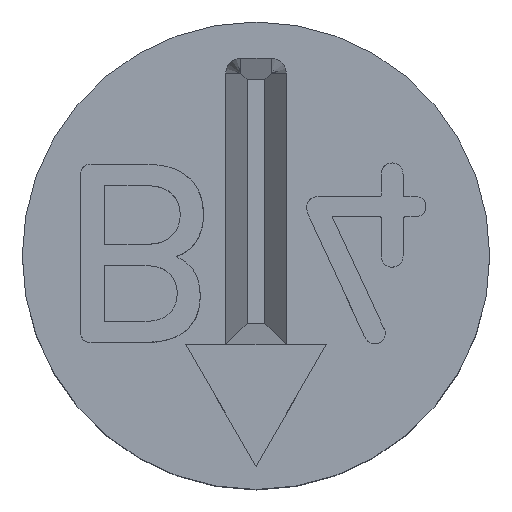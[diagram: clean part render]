
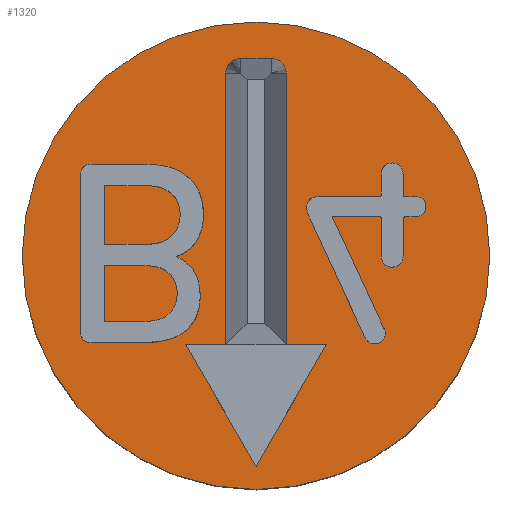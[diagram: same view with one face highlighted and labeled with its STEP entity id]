
A CAD part, top view. The second image highlights one B-rep face of the part: STEP entity #1320.
In plain terms, the highlighted planar face has unit normal (0, 0, 1).
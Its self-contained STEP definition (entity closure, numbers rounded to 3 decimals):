
#23=CIRCLE('',#1390,1.55);
#24=CIRCLE('',#1391,0.1);
#25=CIRCLE('',#1392,0.1);
#41=FACE_BOUND('',#266,.T.);
#188=FACE_OUTER_BOUND('',#265,.T.);
#265=EDGE_LOOP('',(#1160));
#266=EDGE_LOOP('',(#1161,#1162,#1163,#1164,#1165,#1166,#1167,#1168,#1169));
#374=LINE('',#2306,#496);
#376=LINE('',#2310,#498);
#380=LINE('',#2318,#502);
#383=LINE('',#2323,#505);
#385=LINE('',#2330,#507);
#386=LINE('',#2334,#508);
#387=LINE('',#2337,#509);
#496=VECTOR('',#1561,10.);
#498=VECTOR('',#1563,10.);
#502=VECTOR('',#1569,10.);
#505=VECTOR('',#1574,10.);
#507=VECTOR('',#1582,10.);
#508=VECTOR('',#1585,10.);
#509=VECTOR('',#1588,10.);
#626=VERTEX_POINT('',#2304);
#627=VERTEX_POINT('',#2305);
#628=VERTEX_POINT('',#2307);
#629=VERTEX_POINT('',#2309);
#632=VERTEX_POINT('',#2317);
#634=VERTEX_POINT('',#2327);
#635=VERTEX_POINT('',#2329);
#636=VERTEX_POINT('',#2331);
#637=VERTEX_POINT('',#2333);
#638=VERTEX_POINT('',#2335);
#802=EDGE_CURVE('',#626,#627,#374,.T.);
#804=EDGE_CURVE('',#629,#628,#376,.T.);
#808=EDGE_CURVE('',#627,#632,#380,.T.);
#811=EDGE_CURVE('',#632,#629,#383,.T.);
#813=EDGE_CURVE('',#634,#634,#23,.T.);
#814=EDGE_CURVE('',#628,#635,#385,.T.);
#815=EDGE_CURVE('',#635,#636,#24,.T.);
#816=EDGE_CURVE('',#636,#637,#386,.T.);
#817=EDGE_CURVE('',#637,#638,#25,.T.);
#818=EDGE_CURVE('',#638,#626,#387,.T.);
#1160=ORIENTED_EDGE('',*,*,#813,.F.);
#1161=ORIENTED_EDGE('',*,*,#802,.T.);
#1162=ORIENTED_EDGE('',*,*,#808,.T.);
#1163=ORIENTED_EDGE('',*,*,#811,.T.);
#1164=ORIENTED_EDGE('',*,*,#804,.T.);
#1165=ORIENTED_EDGE('',*,*,#814,.T.);
#1166=ORIENTED_EDGE('',*,*,#815,.T.);
#1167=ORIENTED_EDGE('',*,*,#816,.T.);
#1168=ORIENTED_EDGE('',*,*,#817,.T.);
#1169=ORIENTED_EDGE('',*,*,#818,.T.);
#1254=PLANE('',#1389);
#1320=ADVANCED_FACE('',(#188,#41),#1254,.F.);
#1389=AXIS2_PLACEMENT_3D('',#2326,#1578,#1579);
#1390=AXIS2_PLACEMENT_3D('',#2328,#1580,#1581);
#1391=AXIS2_PLACEMENT_3D('',#2332,#1583,#1584);
#1392=AXIS2_PLACEMENT_3D('',#2336,#1586,#1587);
#1561=DIRECTION('',(1.,0.,0.));
#1563=DIRECTION('',(1.,0.,0.));
#1569=DIRECTION('',(-0.5,-0.866,0.));
#1574=DIRECTION('',(-0.5,0.866,0.));
#1578=DIRECTION('center_axis',(0.,0.,-1.));
#1579=DIRECTION('ref_axis',(-1.,0.,0.));
#1580=DIRECTION('center_axis',(0.,0.,-1.));
#1581=DIRECTION('ref_axis',(-1.,0.,0.));
#1582=DIRECTION('',(0.,1.,0.));
#1583=DIRECTION('center_axis',(0.,0.,-1.));
#1584=DIRECTION('ref_axis',(0.,-1.,0.));
#1585=DIRECTION('',(1.,0.,0.));
#1586=DIRECTION('center_axis',(0.,0.,-1.));
#1587=DIRECTION('ref_axis',(-1.,0.,0.));
#1588=DIRECTION('',(0.,-1.,0.));
#2304=CARTESIAN_POINT('',(0.2,-0.59,2.));
#2305=CARTESIAN_POINT('',(0.466,-0.59,2.));
#2306=CARTESIAN_POINT('',(0.233,-0.59,2.));
#2307=CARTESIAN_POINT('',(-0.2,-0.59,2.));
#2309=CARTESIAN_POINT('',(-0.466,-0.59,2.));
#2310=CARTESIAN_POINT('',(0.233,-0.59,2.));
#2317=CARTESIAN_POINT('',(0.,-1.396,2.));
#2318=CARTESIAN_POINT('',(0.302,-0.873,2.));
#2323=CARTESIAN_POINT('',(-0.535,-0.47,2.));
#2326=CARTESIAN_POINT('Origin',(0.,0.,2.));
#2327=CARTESIAN_POINT('',(1.55,0.,2.));
#2328=CARTESIAN_POINT('Origin',(0.,0.,2.));
#2329=CARTESIAN_POINT('',(-0.2,1.21,2.));
#2330=CARTESIAN_POINT('',(-0.2,0.605,2.));
#2331=CARTESIAN_POINT('',(-0.1,1.31,2.));
#2332=CARTESIAN_POINT('Origin',(-0.1,1.21,2.));
#2333=CARTESIAN_POINT('',(0.1,1.31,2.));
#2334=CARTESIAN_POINT('',(0.05,1.31,2.));
#2335=CARTESIAN_POINT('',(0.2,1.21,2.));
#2336=CARTESIAN_POINT('Origin',(0.1,1.21,2.));
#2337=CARTESIAN_POINT('',(0.2,-0.295,2.));
